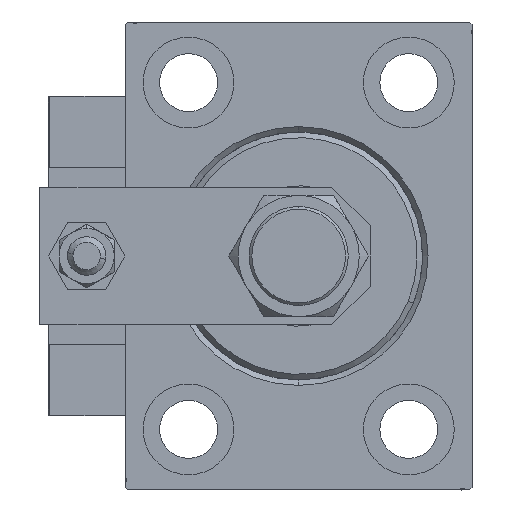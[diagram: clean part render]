
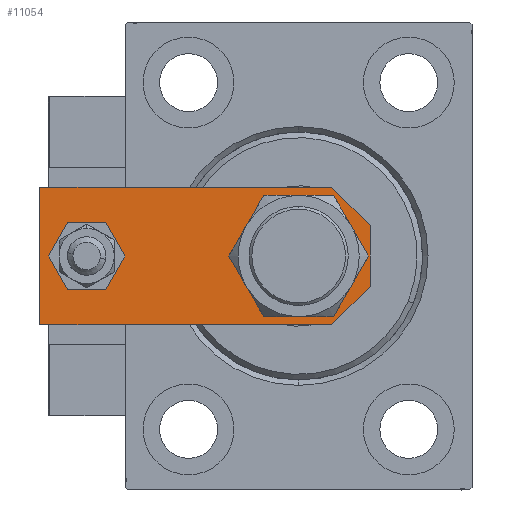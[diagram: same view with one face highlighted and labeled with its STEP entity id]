
A CAD part, left-side view. The second image highlights one B-rep face of the part: STEP entity #11054.
In plain terms, the highlighted face is planar.
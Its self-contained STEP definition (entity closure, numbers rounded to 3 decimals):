
#355 = DIRECTION ( 'NONE',  ( 1., 0., 0. ) ) ;
#857 = VECTOR ( 'NONE', #355, 1000. ) ;
#923 = CARTESIAN_POINT ( 'NONE',  ( -4., 51.5, 6. ) ) ;
#2482 = CARTESIAN_POINT ( 'NONE',  ( 0., 13., 6. ) ) ;
#3336 = EDGE_CURVE ( 'NONE', #41561, #13099, #18377, .T. ) ;
#3715 = CARTESIAN_POINT ( 'NONE',  ( 5.5, 0., 6. ) ) ;
#3792 = VERTEX_POINT ( 'NONE', #3715 ) ;
#3923 = VERTEX_POINT ( 'NONE', #44755 ) ;
#3951 = EDGE_CURVE ( 'NONE', #6116, #50487, #31507, .T. ) ;
#4185 = DIRECTION ( 'NONE',  ( 1., 0., 0. ) ) ;
#5439 = CARTESIAN_POINT ( 'NONE',  ( 0., 0., 6. ) ) ;
#5807 = DIRECTION ( 'NONE',  ( 1., 0., 0. ) ) ;
#6116 = VERTEX_POINT ( 'NONE', #45015 ) ;
#6406 = AXIS2_PLACEMENT_3D ( 'NONE', #5439, #33236, #29267 ) ;
#6458 = CARTESIAN_POINT ( 'NONE',  ( 12.5, 60., 6. ) ) ;
#6976 = VECTOR ( 'NONE', #22600, 1000. ) ;
#7484 = CARTESIAN_POINT ( 'NONE',  ( 12.5, 0., 6. ) ) ;
#7799 = ORIENTED_EDGE ( 'NONE', *, *, #41427, .T. ) ;
#7927 = CARTESIAN_POINT ( 'NONE',  ( -2.75, -2.75, 6. ) ) ;
#8577 = LINE ( 'NONE', #36098, #857 ) ;
#8636 = PLANE ( 'NONE',  #6406 ) ;
#8977 = CARTESIAN_POINT ( 'NONE',  ( 0., 13., 6. ) ) ;
#9005 = VERTEX_POINT ( 'NONE', #48665 ) ;
#9425 = FACE_BOUND ( 'NONE', #28923, .T. ) ;
#9764 = AXIS2_PLACEMENT_3D ( 'NONE', #48936, #20601, #4185 ) ;
#9987 = DIRECTION ( 'NONE',  ( 0.707, 0.707, 0. ) ) ;
#11054 = ADVANCED_FACE ( 'NONE', ( #9425, #49669, #44654 ), #8636, .T. ) ;
#11131 = DIRECTION ( 'NONE',  ( 0.707, -0.707, 0. ) ) ;
#12113 = ORIENTED_EDGE ( 'NONE', *, *, #3336, .T. ) ;
#12297 = DIRECTION ( 'NONE',  ( 0., -1., 0. ) ) ;
#13099 = VERTEX_POINT ( 'NONE', #27721 ) ;
#13282 = CIRCLE ( 'NONE', #51331, 8.25 ) ;
#13814 = EDGE_CURVE ( 'NONE', #46845, #9005, #13282, .T. ) ;
#13996 = CIRCLE ( 'NONE', #9764, 4. ) ;
#14574 = CARTESIAN_POINT ( 'NONE',  ( 12.5, 60., 6. ) ) ;
#14583 = EDGE_CURVE ( 'NONE', #13099, #43790, #44861, .T. ) ;
#15188 = DIRECTION ( 'NONE',  ( 0., 0., 1. ) ) ;
#16400 = DIRECTION ( 'NONE',  ( 0., 0., 1. ) ) ;
#17458 = CARTESIAN_POINT ( 'NONE',  ( -8.25, 13., 6. ) ) ;
#18377 = LINE ( 'NONE', #6458, #6976 ) ;
#18517 = CARTESIAN_POINT ( 'NONE',  ( 0., 51.5, 6. ) ) ;
#19932 = CARTESIAN_POINT ( 'NONE',  ( -12.5, 7., 6. ) ) ;
#20601 = DIRECTION ( 'NONE',  ( 0., 0., 1. ) ) ;
#21272 = ORIENTED_EDGE ( 'NONE', *, *, #14583, .T. ) ;
#21590 = CIRCLE ( 'NONE', #45249, 8.25 ) ;
#21749 = VECTOR ( 'NONE', #12297, 1000. ) ;
#22600 = DIRECTION ( 'NONE',  ( -1., 0., 0. ) ) ;
#24203 = CARTESIAN_POINT ( 'NONE',  ( -12.5, 60., 6. ) ) ;
#25135 = DIRECTION ( 'NONE',  ( 1., 0., 0. ) ) ;
#26033 = EDGE_CURVE ( 'NONE', #9005, #46845, #21590, .T. ) ;
#26045 = ORIENTED_EDGE ( 'NONE', *, *, #3951, .F. ) ;
#27575 = EDGE_CURVE ( 'NONE', #50487, #6116, #13996, .T. ) ;
#27721 = CARTESIAN_POINT ( 'NONE',  ( -12.5, 60., 6. ) ) ;
#28923 = EDGE_LOOP ( 'NONE', ( #32584, #26045 ) ) ;
#29267 = DIRECTION ( 'NONE',  ( 1., 0., 0. ) ) ;
#29544 = VECTOR ( 'NONE', #9987, 1000. ) ;
#29692 = ORIENTED_EDGE ( 'NONE', *, *, #36036, .T. ) ;
#31507 = CIRCLE ( 'NONE', #48396, 4. ) ;
#31529 = EDGE_LOOP ( 'NONE', ( #50136, #48666 ) ) ;
#31927 = ORIENTED_EDGE ( 'NONE', *, *, #39905, .T. ) ;
#32584 = ORIENTED_EDGE ( 'NONE', *, *, #27575, .F. ) ;
#33236 = DIRECTION ( 'NONE',  ( 0., 0., 1. ) ) ;
#33961 = CARTESIAN_POINT ( 'NONE',  ( 12.5, 7., 6. ) ) ;
#35090 = EDGE_CURVE ( 'NONE', #43790, #3923, #52163, .T. ) ;
#35906 = VERTEX_POINT ( 'NONE', #33961 ) ;
#36036 = EDGE_CURVE ( 'NONE', #35906, #41561, #47989, .T. ) ;
#36098 = CARTESIAN_POINT ( 'NONE',  ( -12.5, 0., 6. ) ) ;
#37253 = CARTESIAN_POINT ( 'NONE',  ( 2.75, -2.75, 6. ) ) ;
#38357 = DIRECTION ( 'NONE',  ( 0., 0., 1. ) ) ;
#39531 = DIRECTION ( 'NONE',  ( 1., 0., 0. ) ) ;
#39905 = EDGE_CURVE ( 'NONE', #3792, #35906, #49976, .T. ) ;
#40346 = VECTOR ( 'NONE', #11131, 1000. ) ;
#41427 = EDGE_CURVE ( 'NONE', #3923, #3792, #8577, .T. ) ;
#41561 = VERTEX_POINT ( 'NONE', #14574 ) ;
#43760 = DIRECTION ( 'NONE',  ( 0., 1., 0. ) ) ;
#43790 = VERTEX_POINT ( 'NONE', #19932 ) ;
#44018 = EDGE_LOOP ( 'NONE', ( #21272, #47054, #7799, #31927, #29692, #12113 ) ) ;
#44654 = FACE_BOUND ( 'NONE', #31529, .T. ) ;
#44755 = CARTESIAN_POINT ( 'NONE',  ( -5.5, 0., 6. ) ) ;
#44861 = LINE ( 'NONE', #24203, #21749 ) ;
#45015 = CARTESIAN_POINT ( 'NONE',  ( 4., 51.5, 6. ) ) ;
#45249 = AXIS2_PLACEMENT_3D ( 'NONE', #2482, #15188, #39531 ) ;
#46845 = VERTEX_POINT ( 'NONE', #17458 ) ;
#47054 = ORIENTED_EDGE ( 'NONE', *, *, #35090, .T. ) ;
#47174 = VECTOR ( 'NONE', #43760, 1000. ) ;
#47989 = LINE ( 'NONE', #7484, #47174 ) ;
#48396 = AXIS2_PLACEMENT_3D ( 'NONE', #18517, #38357, #5807 ) ;
#48665 = CARTESIAN_POINT ( 'NONE',  ( 8.25, 13., 6. ) ) ;
#48666 = ORIENTED_EDGE ( 'NONE', *, *, #26033, .F. ) ;
#48936 = CARTESIAN_POINT ( 'NONE',  ( 0., 51.5, 6. ) ) ;
#49669 = FACE_OUTER_BOUND ( 'NONE', #44018, .T. ) ;
#49976 = LINE ( 'NONE', #37253, #29544 ) ;
#50136 = ORIENTED_EDGE ( 'NONE', *, *, #13814, .F. ) ;
#50487 = VERTEX_POINT ( 'NONE', #923 ) ;
#51331 = AXIS2_PLACEMENT_3D ( 'NONE', #8977, #16400, #25135 ) ;
#52163 = LINE ( 'NONE', #7927, #40346 ) ;
